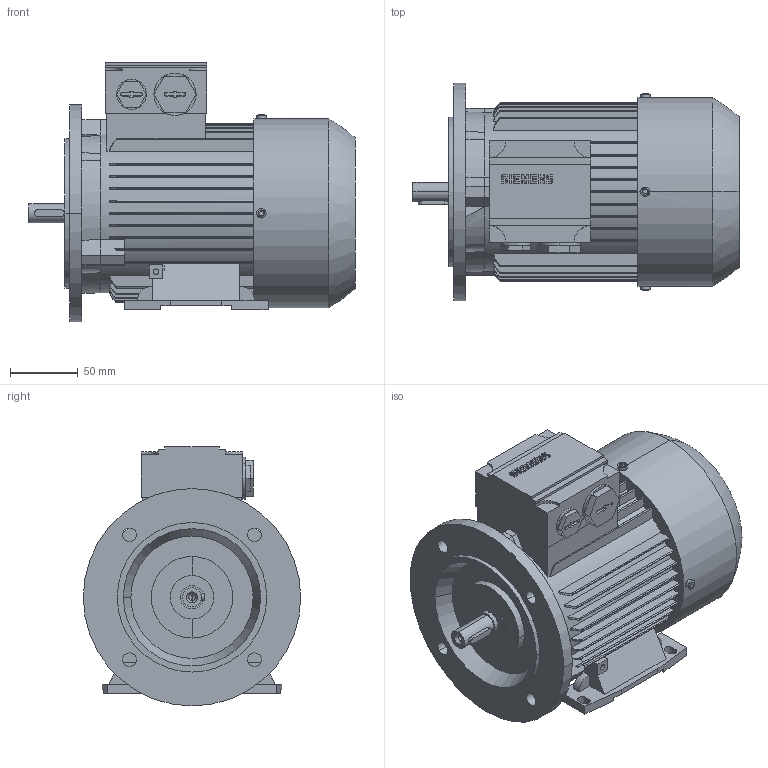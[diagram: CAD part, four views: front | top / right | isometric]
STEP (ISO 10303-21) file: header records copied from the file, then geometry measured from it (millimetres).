
FILE_DESCRIPTION(('STEP AP214'),'1');
FILE_NAME('cctmp_BAC98C92-5AE5-4F00-AE4B-DD6822E9EA52_2023_06_22_10_15_38_0513..stp','2023-06-22T08:15:38',('SIEMENS A&D'),('CADClick - www.CADClick.com'),'Spatial InterOp 3D',' ','unknown authorization');
FILE_SCHEMA(('AUTOMOTIVE_DESIGN'));
Length unit declared in the file: millimetre
Products named in the file (1): 1
Bounding box: 240 x 160 x 191.29 mm (x, y, z)
Volume: 3031789 mm3; surface area: 219826.7 mm2
Topology: 1 solids, 1 shells, 635 faces, 1761 edges, 1148 vertices
Faces by surface type: plane 411, cylinder 166, torus 42, cone 16
Entity records: 26813 total; most frequent: CARTESIAN_POINT 5338, ORIENTED_EDGE 3494, DIRECTION 3343, EDGE_CURVE 1747, LINE 1153, VECTOR 1153, VERTEX_POINT 1148, AXIS2_PLACEMENT_3D 1095
